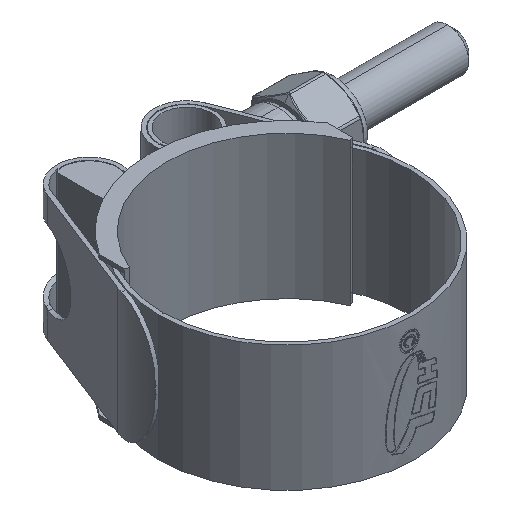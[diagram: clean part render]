
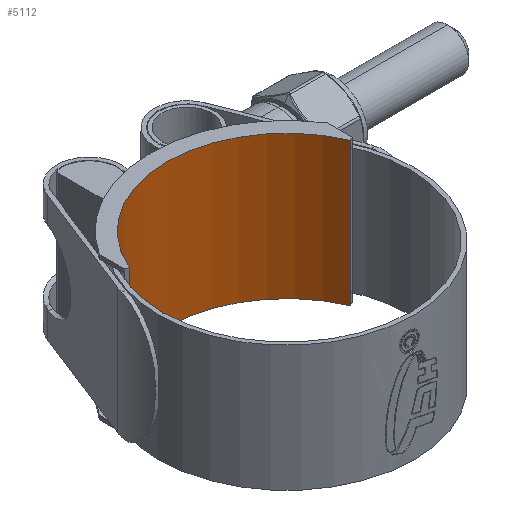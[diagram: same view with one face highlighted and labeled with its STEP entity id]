
A CAD part, isometric view. The second image highlights one B-rep face of the part: STEP entity #5112.
In plain terms, the highlighted cylindrical face has radius 18.39 mm (diameter 36.78 mm), a partial arc.
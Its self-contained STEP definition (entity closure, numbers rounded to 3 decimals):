
#64 = EDGE_LOOP ( 'NONE', ( #10630, #2302, #5798, #2178 ) ) ;
#438 = LINE ( 'NONE', #10750, #2377 ) ;
#589 = CARTESIAN_POINT ( 'NONE',  ( 16.938, 7.162, 10.39 ) ) ;
#758 = AXIS2_PLACEMENT_3D ( 'NONE', #14786, #9023, #14631 ) ;
#1208 = CARTESIAN_POINT ( 'NONE',  ( 16.938, 7.162, -11. ) ) ;
#1372 = VERTEX_POINT ( 'NONE', #9541 ) ;
#1526 = CARTESIAN_POINT ( 'NONE',  ( 0., 0., 11. ) ) ;
#1566 = DIRECTION ( 'NONE',  ( 0., 0., 1. ) ) ;
#2135 = CIRCLE ( 'NONE', #13024, 18.39 ) ;
#2178 = ORIENTED_EDGE ( 'NONE', *, *, #6313, .T. ) ;
#2273 = FACE_OUTER_BOUND ( 'NONE', #64, .T. ) ;
#2302 = ORIENTED_EDGE ( 'NONE', *, *, #11881, .F. ) ;
#2377 = VECTOR ( 'NONE', #1566, 1000. ) ;
#2591 = VERTEX_POINT ( 'NONE', #4002 ) ;
#2742 = DIRECTION ( 'NONE',  ( 1., 0., 0. ) ) ;
#4002 = CARTESIAN_POINT ( 'NONE',  ( -16.938, 7.162, -11. ) ) ;
#5112 = ADVANCED_FACE ( 'NONE', ( #2273 ), #11379, .F. ) ;
#5264 = DIRECTION ( 'NONE',  ( 0., 0., 1. ) ) ;
#5798 = ORIENTED_EDGE ( 'NONE', *, *, #9852, .F. ) ;
#6074 = DIRECTION ( 'NONE',  ( 1., 0., 0. ) ) ;
#6139 = DIRECTION ( 'NONE',  ( 0., 0., -1. ) ) ;
#6313 = EDGE_CURVE ( 'NONE', #14569, #12200, #13042, .T. ) ;
#7418 = AXIS2_PLACEMENT_3D ( 'NONE', #11867, #13910, #6074 ) ;
#9023 = DIRECTION ( 'NONE',  ( 0., 0., 1. ) ) ;
#9486 = VECTOR ( 'NONE', #5264, 1000. ) ;
#9541 = CARTESIAN_POINT ( 'NONE',  ( -16.938, 7.162, 11. ) ) ;
#9852 = EDGE_CURVE ( 'NONE', #14569, #2591, #11783, .T. ) ;
#10630 = ORIENTED_EDGE ( 'NONE', *, *, #11542, .F. ) ;
#10750 = CARTESIAN_POINT ( 'NONE',  ( -16.938, 7.162, 10.39 ) ) ;
#11379 = CYLINDRICAL_SURFACE ( 'NONE', #758, 18.39 ) ;
#11542 = EDGE_CURVE ( 'NONE', #1372, #12200, #2135, .T. ) ;
#11783 = CIRCLE ( 'NONE', #7418, 18.39 ) ;
#11867 = CARTESIAN_POINT ( 'NONE',  ( 0., 0., -11. ) ) ;
#11881 = EDGE_CURVE ( 'NONE', #2591, #1372, #438, .T. ) ;
#12200 = VERTEX_POINT ( 'NONE', #13918 ) ;
#13024 = AXIS2_PLACEMENT_3D ( 'NONE', #1526, #6139, #2742 ) ;
#13042 = LINE ( 'NONE', #589, #9486 ) ;
#13910 = DIRECTION ( 'NONE',  ( 0., 0., 1. ) ) ;
#13918 = CARTESIAN_POINT ( 'NONE',  ( 16.938, 7.162, 11. ) ) ;
#14569 = VERTEX_POINT ( 'NONE', #1208 ) ;
#14631 = DIRECTION ( 'NONE',  ( 1., 0., 0. ) ) ;
#14786 = CARTESIAN_POINT ( 'NONE',  ( 0., 0., 10.39 ) ) ;
